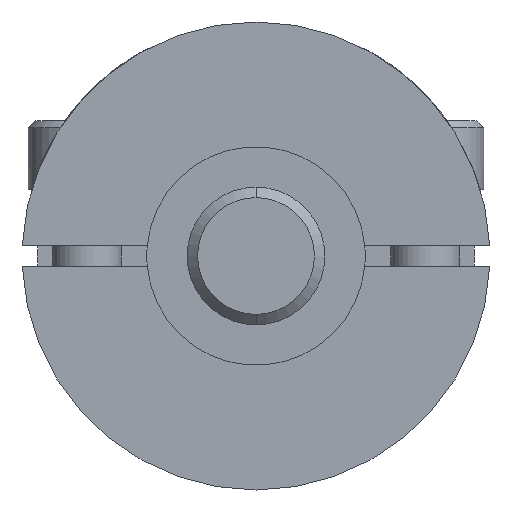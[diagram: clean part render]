
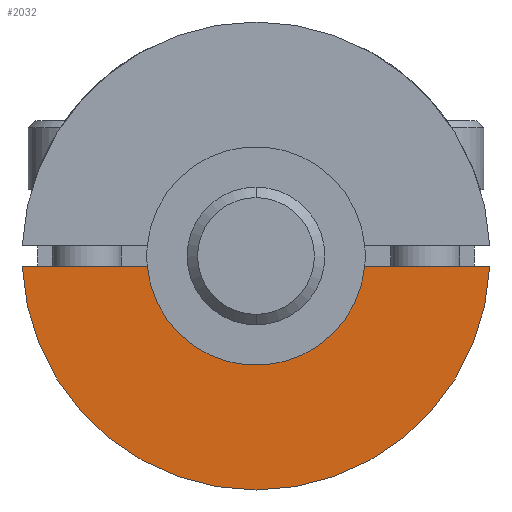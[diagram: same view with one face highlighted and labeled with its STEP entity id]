
A CAD part, front view. The second image highlights one B-rep face of the part: STEP entity #2032.
In plain terms, the highlighted planar face has unit normal (0, -1, 0).
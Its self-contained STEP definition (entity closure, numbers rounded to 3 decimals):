
#628=DIRECTION('',(1.,0.,0.));
#629=VECTOR('',#628,9.082);
#630=CARTESIAN_POINT('',(7.901,-6.5,-0.762));
#631=LINE('',#630,#629);
#632=CARTESIAN_POINT('',(0.,-6.5,0.));
#633=DIRECTION('',(0.,1.,0.));
#634=DIRECTION('',(0.999,0.,-0.045));
#635=AXIS2_PLACEMENT_3D('',#632,#633,#634);
#637=DIRECTION('',(1.,0.,0.));
#638=VECTOR('',#637,9.082);
#639=CARTESIAN_POINT('',(-16.983,-6.5,-0.762));
#640=LINE('',#639,#638);
#641=CARTESIAN_POINT('',(0.,-6.5,0.));
#642=DIRECTION('',(0.,-1.,0.));
#643=DIRECTION('',(-0.995,0.,-0.096));
#644=AXIS2_PLACEMENT_3D('',#641,#642,#643);
#1090=CARTESIAN_POINT('',(7.901,-6.5,-0.762));
#1091=CARTESIAN_POINT('',(16.983,-6.5,-0.762));
#1092=VERTEX_POINT('',#1090);
#1093=VERTEX_POINT('',#1091);
#1094=CARTESIAN_POINT('',(-16.983,-6.5,-0.762));
#1095=VERTEX_POINT('',#1094);
#1096=CARTESIAN_POINT('',(-7.901,-6.5,-0.762));
#1097=VERTEX_POINT('',#1096);
#2019=CARTESIAN_POINT('',(0.,-6.5,0.));
#2020=DIRECTION('',(0.,1.,0.));
#2021=DIRECTION('',(1.,0.,0.));
#2022=AXIS2_PLACEMENT_3D('',#2019,#2020,#2021);
#2023=PLANE('',#2022);
#2024=ORIENTED_EDGE('',*,*,#1515,.T.);
#2026=ORIENTED_EDGE('',*,*,#2025,.T.);
#2027=ORIENTED_EDGE('',*,*,#1922,.T.);
#2029=ORIENTED_EDGE('',*,*,#2028,.T.);
#2030=EDGE_LOOP('',(#2024,#2026,#2027,#2029));
#2031=FACE_OUTER_BOUND('',#2030,.F.);
#2032=ADVANCED_FACE('',(#2031),#2023,.F.);
#636=CIRCLE('',#635,17.);
#645=CIRCLE('',#644,7.938);
#1515=EDGE_CURVE('',#1092,#1093,#631,.T.);
#1922=EDGE_CURVE('',#1095,#1097,#640,.T.);
#2025=EDGE_CURVE('',#1093,#1095,#636,.T.);
#2028=EDGE_CURVE('',#1097,#1092,#645,.T.);
